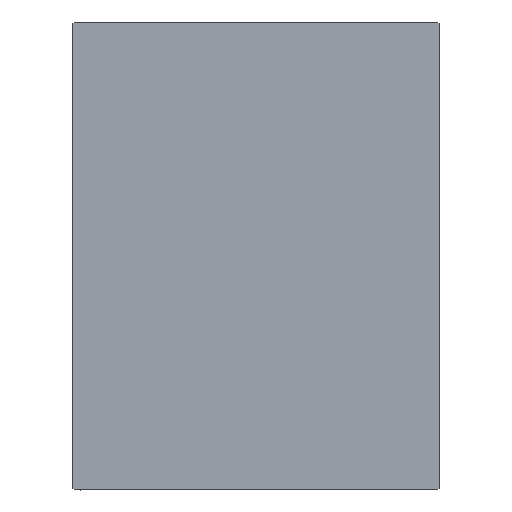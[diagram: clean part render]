
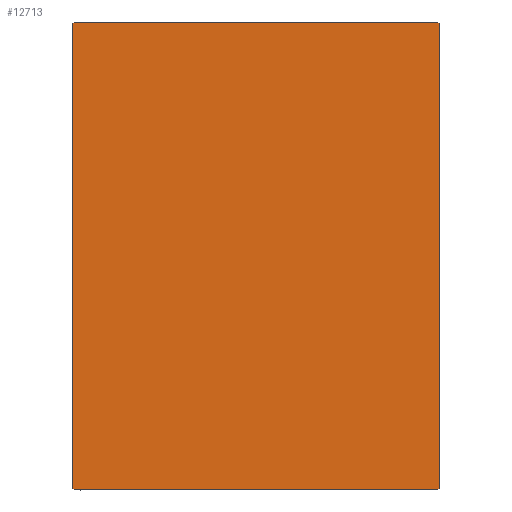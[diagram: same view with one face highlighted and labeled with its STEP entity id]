
A CAD part, left-side view. The second image highlights one B-rep face of the part: STEP entity #12713.
In plain terms, the highlighted face is planar.
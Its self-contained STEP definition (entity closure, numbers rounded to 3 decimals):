
#1522 = EDGE_CURVE ( 'NONE', #11461, #4875, #20946, .T. ) ;
#1769 = VECTOR ( 'NONE', #12740, 1000. ) ;
#2623 = LINE ( 'NONE', #16133, #40530 ) ;
#4875 = VERTEX_POINT ( 'NONE', #15478 ) ;
#5679 = VERTEX_POINT ( 'NONE', #38095 ) ;
#8691 = ORIENTED_EDGE ( 'NONE', *, *, #16613, .T. ) ;
#9884 = DIRECTION ( 'NONE',  ( 0., -1., 0. ) ) ;
#10111 = AXIS2_PLACEMENT_3D ( 'NONE', #38664, #25140, #14953 ) ;
#10631 = CARTESIAN_POINT ( 'NONE',  ( 158., 44.7, -57.5 ) ) ;
#11461 = VERTEX_POINT ( 'NONE', #13561 ) ;
#11472 = ORIENTED_EDGE ( 'NONE', *, *, #12673, .T. ) ;
#11619 = EDGE_CURVE ( 'NONE', #4875, #24300, #2623, .T. ) ;
#12514 = EDGE_CURVE ( 'NONE', #5679, #17849, #21915, .T. ) ;
#12673 = EDGE_CURVE ( 'NONE', #32551, #14121, #17384, .T. ) ;
#12713 = ADVANCED_FACE ( 'NONE', ( #14731 ), #24919, .T. ) ;
#12740 = DIRECTION ( 'NONE',  ( 0., 0.707, -0.707 ) ) ;
#13561 = CARTESIAN_POINT ( 'NONE',  ( 158., -44.7, 57.5 ) ) ;
#14121 = VERTEX_POINT ( 'NONE', #38363 ) ;
#14731 = FACE_OUTER_BOUND ( 'NONE', #31529, .T. ) ;
#14798 = VECTOR ( 'NONE', #34467, 1000. ) ;
#14953 = DIRECTION ( 'NONE',  ( 0., 0., -1. ) ) ;
#15243 = VECTOR ( 'NONE', #23139, 1000. ) ;
#15478 = CARTESIAN_POINT ( 'NONE',  ( 158., -45., 57.2 ) ) ;
#15530 = CARTESIAN_POINT ( 'NONE',  ( 158., -44.7, -57.5 ) ) ;
#15772 = VECTOR ( 'NONE', #42090, 1000. ) ;
#15849 = CARTESIAN_POINT ( 'NONE',  ( 158., -51.1, -51.1 ) ) ;
#16133 = CARTESIAN_POINT ( 'NONE',  ( 158., -45., 57.5 ) ) ;
#16272 = CARTESIAN_POINT ( 'NONE',  ( 158., 44.7, 57.5 ) ) ;
#16613 = EDGE_CURVE ( 'NONE', #14121, #5679, #24324, .T. ) ;
#17384 = LINE ( 'NONE', #27574, #37019 ) ;
#17409 = CARTESIAN_POINT ( 'NONE',  ( 158., -45., -57.2 ) ) ;
#17849 = VERTEX_POINT ( 'NONE', #16272 ) ;
#18075 = CARTESIAN_POINT ( 'NONE',  ( 158., -51.1, 51.1 ) ) ;
#18619 = VECTOR ( 'NONE', #26172, 1000. ) ;
#19535 = VERTEX_POINT ( 'NONE', #15530 ) ;
#19855 = LINE ( 'NONE', #27153, #23884 ) ;
#20946 = LINE ( 'NONE', #18075, #14798 ) ;
#21156 = ORIENTED_EDGE ( 'NONE', *, *, #1522, .T. ) ;
#21466 = EDGE_CURVE ( 'NONE', #24300, #19535, #39339, .T. ) ;
#21915 = LINE ( 'NONE', #35212, #15772 ) ;
#22570 = EDGE_CURVE ( 'NONE', #19535, #32551, #26474, .T. ) ;
#22680 = ORIENTED_EDGE ( 'NONE', *, *, #12514, .T. ) ;
#23059 = CARTESIAN_POINT ( 'NONE',  ( 158., 45., -57.5 ) ) ;
#23139 = DIRECTION ( 'NONE',  ( 0., 1., 0. ) ) ;
#23884 = VECTOR ( 'NONE', #9884, 1000. ) ;
#24298 = ORIENTED_EDGE ( 'NONE', *, *, #21466, .T. ) ;
#24300 = VERTEX_POINT ( 'NONE', #17409 ) ;
#24324 = LINE ( 'NONE', #23059, #18619 ) ;
#24919 = PLANE ( 'NONE',  #10111 ) ;
#25140 = DIRECTION ( 'NONE',  ( 1., 0., 0. ) ) ;
#26172 = DIRECTION ( 'NONE',  ( 0., 0., 1. ) ) ;
#26474 = LINE ( 'NONE', #39996, #15243 ) ;
#27153 = CARTESIAN_POINT ( 'NONE',  ( 158., 45., 57.5 ) ) ;
#27574 = CARTESIAN_POINT ( 'NONE',  ( 158., 51.1, -51.1 ) ) ;
#29642 = DIRECTION ( 'NONE',  ( 0., 0., -1. ) ) ;
#31529 = EDGE_LOOP ( 'NONE', ( #42315, #11472, #8691, #22680, #41369, #21156, #35485, #24298 ) ) ;
#32551 = VERTEX_POINT ( 'NONE', #10631 ) ;
#34467 = DIRECTION ( 'NONE',  ( 0., -0.707, -0.707 ) ) ;
#34827 = EDGE_CURVE ( 'NONE', #17849, #11461, #19855, .T. ) ;
#35212 = CARTESIAN_POINT ( 'NONE',  ( 158., 51.1, 51.1 ) ) ;
#35485 = ORIENTED_EDGE ( 'NONE', *, *, #11619, .T. ) ;
#37019 = VECTOR ( 'NONE', #41312, 1000. ) ;
#38095 = CARTESIAN_POINT ( 'NONE',  ( 158., 45., 57.2 ) ) ;
#38363 = CARTESIAN_POINT ( 'NONE',  ( 158., 45., -57.2 ) ) ;
#38664 = CARTESIAN_POINT ( 'NONE',  ( 158., 0., 0. ) ) ;
#39339 = LINE ( 'NONE', #15849, #1769 ) ;
#39996 = CARTESIAN_POINT ( 'NONE',  ( 158., -45., -57.5 ) ) ;
#40530 = VECTOR ( 'NONE', #29642, 1000. ) ;
#41312 = DIRECTION ( 'NONE',  ( 0., 0.707, 0.707 ) ) ;
#41369 = ORIENTED_EDGE ( 'NONE', *, *, #34827, .T. ) ;
#42090 = DIRECTION ( 'NONE',  ( 0., -0.707, 0.707 ) ) ;
#42315 = ORIENTED_EDGE ( 'NONE', *, *, #22570, .T. ) ;
